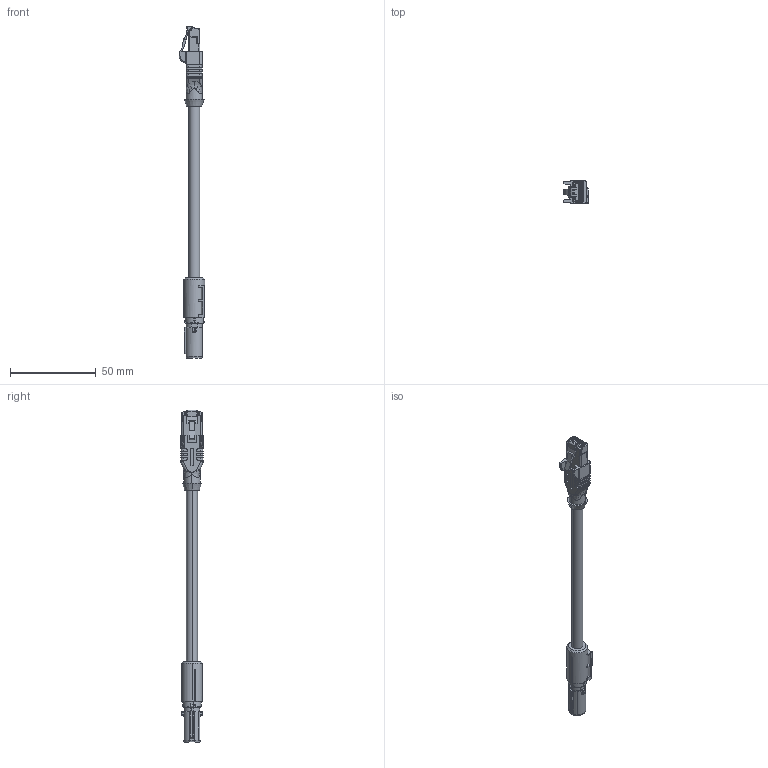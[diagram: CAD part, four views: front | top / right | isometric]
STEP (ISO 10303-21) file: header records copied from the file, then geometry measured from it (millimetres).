
FILE_DESCRIPTION(('CATIA V5 STEP Exchange','CAx-IF Rec.Pracs.--- Model Styling and Organization---1.5--- 2016-08-15','CAx-IF Rec.Pracs.---Supplemental Geometry---1.0---2011-11-01','CAx-IF Rec.Pracs.--- Composite Materials ---1.1---2010-07-15'),'2;1');
FILE_NAME ('358065-3_0', '2025-08-20T07:35:57+00:00', ('none'), ('Weidmueller'), 'CATIA Version 5-6 Release 2024 SP4', 'CATIA V5 STEP AP214 v3', 'none');
FILE_SCHEMA(('AUTOMOTIVE_DESIGN { 1 0 10303 214 1 1 1 1 }'));
Length unit declared in the file: millimetre
Products named in the file (1): 2450490500
Bounding box: 15.08 x 13.3 x 193.6 mm (x, y, z)
Volume: 11874.2 mm3; surface area: 6881 mm2
Topology: 1 solids, 9 shells, 872 faces, 2249 edges, 1392 vertices
Faces by surface type: plane 398, cylinder 285, bspline 83, torus 59, cone 29, sphere 12, extrusion 6
Entity records: 28432 total; most frequent: CARTESIAN_POINT 8640, ORIENTED_EDGE 4476, DIRECTION 3305, EDGE_CURVE 2238, VERTEX_POINT 1392, VECTOR 1294, LINE 1288, AXIS2_PLACEMENT_3D 1233
